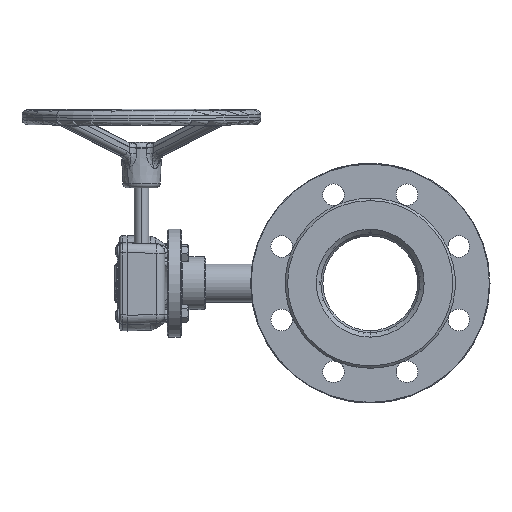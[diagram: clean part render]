
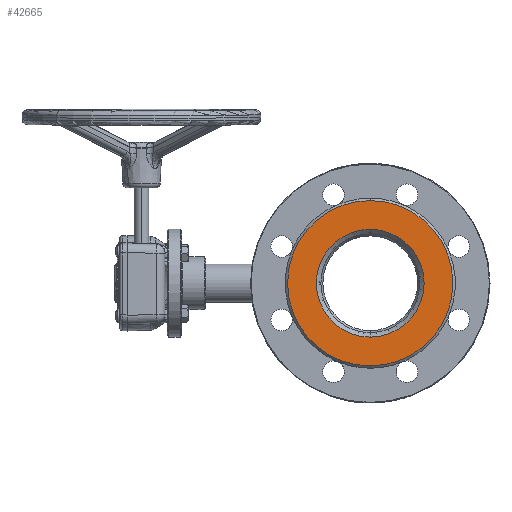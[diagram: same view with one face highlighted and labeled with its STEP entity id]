
A CAD part, left-side view. The second image highlights one B-rep face of the part: STEP entity #42665.
In plain terms, the highlighted planar face has unit normal (-1, 0, 0).
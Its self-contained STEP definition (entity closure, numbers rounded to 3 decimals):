
#1570 = FACE_BOUND ( 'NONE', #39536, .T. ) ;
#4178 = EDGE_LOOP ( 'NONE', ( #56603, #40187 ) ) ;
#5423 = DIRECTION ( 'NONE',  ( 0., 0., -1. ) ) ;
#7917 = DIRECTION ( 'NONE',  ( 1., 0., 0. ) ) ;
#9820 = AXIS2_PLACEMENT_3D ( 'NONE', #46400, #36823, #56346 ) ;
#10156 = VERTEX_POINT ( 'NONE', #17230 ) ;
#11576 = CIRCLE ( 'NONE', #39197, 45. ) ;
#12766 = EDGE_CURVE ( 'NONE', #50089, #10156, #16965, .T. ) ;
#13417 = CARTESIAN_POINT ( 'NONE',  ( -155., 71.142, 0.003 ) ) ;
#15746 = DIRECTION ( 'NONE',  ( 0., 0., -1. ) ) ;
#16965 = CIRCLE ( 'NONE', #9820, 69. ) ;
#17230 = CARTESIAN_POINT ( 'NONE',  ( -155., 71.142, -68.997 ) ) ;
#25226 = ORIENTED_EDGE ( 'NONE', *, *, #30061, .T. ) ;
#25392 = VERTEX_POINT ( 'NONE', #51758 ) ;
#25611 = FACE_OUTER_BOUND ( 'NONE', #4178, .T. ) ;
#26531 = CARTESIAN_POINT ( 'NONE',  ( -155., 140.142, 0.003 ) ) ;
#30061 = EDGE_CURVE ( 'NONE', #55582, #25392, #11576, .T. ) ;
#30456 = CARTESIAN_POINT ( 'NONE',  ( -155., 71.142, 0.003 ) ) ;
#32011 = DIRECTION ( 'NONE',  ( 1., 0., 0. ) ) ;
#32940 = DIRECTION ( 'NONE',  ( 1., 0., 0. ) ) ;
#33199 = AXIS2_PLACEMENT_3D ( 'NONE', #30456, #7917, #15746 ) ;
#36823 = DIRECTION ( 'NONE',  ( 1., 0., 0. ) ) ;
#37343 = CIRCLE ( 'NONE', #49626, 69. ) ;
#37877 = CARTESIAN_POINT ( 'NONE',  ( -155., 71.142, -44.997 ) ) ;
#38068 = CARTESIAN_POINT ( 'NONE',  ( -155., 71.142, 69.003 ) ) ;
#39197 = AXIS2_PLACEMENT_3D ( 'NONE', #13417, #32940, #43170 ) ;
#39536 = EDGE_LOOP ( 'NONE', ( #25226, #62577 ) ) ;
#40187 = ORIENTED_EDGE ( 'NONE', *, *, #12766, .F. ) ;
#41757 = EDGE_CURVE ( 'NONE', #25392, #55582, #60793, .T. ) ;
#42665 = ADVANCED_FACE ( 'NONE', ( #25611, #1570 ), #46339, .F. ) ;
#42884 = CARTESIAN_POINT ( 'NONE',  ( -155., 71.142, 0.003 ) ) ;
#43170 = DIRECTION ( 'NONE',  ( 0., 0., -1. ) ) ;
#46042 = DIRECTION ( 'NONE',  ( 0., 0., -1. ) ) ;
#46339 = PLANE ( 'NONE',  #60848 ) ;
#46400 = CARTESIAN_POINT ( 'NONE',  ( -155., 71.142, 0.003 ) ) ;
#49626 = AXIS2_PLACEMENT_3D ( 'NONE', #42884, #32011, #5423 ) ;
#50089 = VERTEX_POINT ( 'NONE', #38068 ) ;
#51758 = CARTESIAN_POINT ( 'NONE',  ( -155., 71.142, 45.003 ) ) ;
#55582 = VERTEX_POINT ( 'NONE', #37877 ) ;
#55974 = DIRECTION ( 'NONE',  ( 1., 0., 0. ) ) ;
#56346 = DIRECTION ( 'NONE',  ( 0., 0., -1. ) ) ;
#56603 = ORIENTED_EDGE ( 'NONE', *, *, #58468, .F. ) ;
#58468 = EDGE_CURVE ( 'NONE', #10156, #50089, #37343, .T. ) ;
#60793 = CIRCLE ( 'NONE', #33199, 45. ) ;
#60848 = AXIS2_PLACEMENT_3D ( 'NONE', #26531, #55974, #46042 ) ;
#62577 = ORIENTED_EDGE ( 'NONE', *, *, #41757, .T. ) ;
